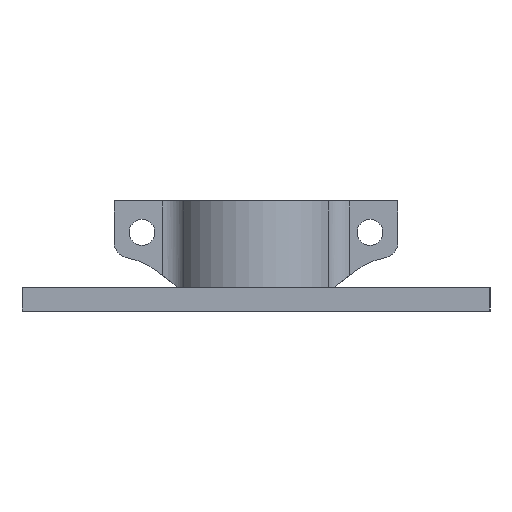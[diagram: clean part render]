
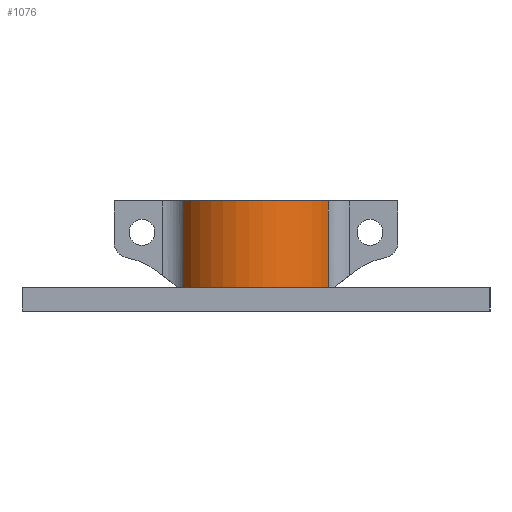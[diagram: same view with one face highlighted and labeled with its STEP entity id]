
A CAD part, left-side view. The second image highlights one B-rep face of the part: STEP entity #1076.
In plain terms, the highlighted cylindrical face has radius 10.501 mm (diameter 21.002 mm), a partial arc.
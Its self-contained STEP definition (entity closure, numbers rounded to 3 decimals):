
#112=LINE('',#1755,#201);
#115=LINE('',#1768,#204);
#201=VECTOR('',#1405,10.);
#204=VECTOR('',#1418,10.);
#262=CYLINDRICAL_SURFACE('',#1188,10.501);
#302=FACE_OUTER_BOUND('',#368,.T.);
#368=EDGE_LOOP('',(#856,#857,#858,#859));
#432=CIRCLE('',#1147,10.501);
#452=CIRCLE('',#1189,10.501);
#504=VERTEX_POINT('',#1658);
#505=VERTEX_POINT('',#1660);
#537=VERTEX_POINT('',#1753);
#542=VERTEX_POINT('',#1767);
#609=EDGE_CURVE('',#504,#505,#432,.T.);
#656=EDGE_CURVE('',#537,#504,#112,.T.);
#662=EDGE_CURVE('',#505,#542,#115,.T.);
#665=EDGE_CURVE('',#542,#537,#452,.T.);
#856=ORIENTED_EDGE('',*,*,#656,.F.);
#857=ORIENTED_EDGE('',*,*,#665,.F.);
#858=ORIENTED_EDGE('',*,*,#662,.F.);
#859=ORIENTED_EDGE('',*,*,#609,.F.);
#1076=ADVANCED_FACE('',(#302),#262,.T.);
#1147=AXIS2_PLACEMENT_3D('',#1661,#1308,#1309);
#1188=AXIS2_PLACEMENT_3D('',#1772,#1422,#1423);
#1189=AXIS2_PLACEMENT_3D('',#1773,#1424,#1425);
#1308=DIRECTION('center_axis',(0.,0.,-1.));
#1309=DIRECTION('ref_axis',(-1.,0.,0.));
#1405=DIRECTION('',(0.,0.,-1.));
#1418=DIRECTION('',(0.,0.,1.));
#1422=DIRECTION('center_axis',(0.,0.,1.));
#1423=DIRECTION('ref_axis',(-1.,0.,0.));
#1424=DIRECTION('center_axis',(0.,0.,
1.));
#1425=DIRECTION('ref_axis',(-1.,0.,0.));
#1658=CARTESIAN_POINT('',(-112.484,-10.324,240.289));
#1660=CARTESIAN_POINT('',(-112.484,8.084,240.289));
#1661=CARTESIAN_POINT('Origin',(-107.429,-1.12,240.289));
#1753=CARTESIAN_POINT('',(-112.484,-10.324,251.289));
#1755=CARTESIAN_POINT('',(-112.484,-10.324,240.289));
#1767=CARTESIAN_POINT('',(-112.484,8.084,251.289));
#1768=CARTESIAN_POINT('',(-112.484,8.084,240.289));
#1772=CARTESIAN_POINT('Origin',(-107.429,-1.12,240.289));
#1773=CARTESIAN_POINT('Origin',(-107.429,-1.12,251.289));
